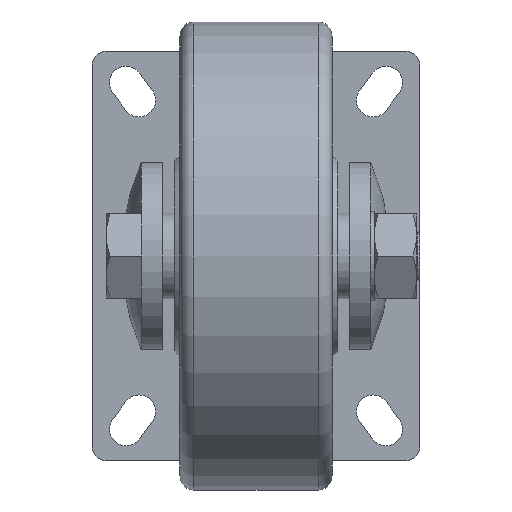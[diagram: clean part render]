
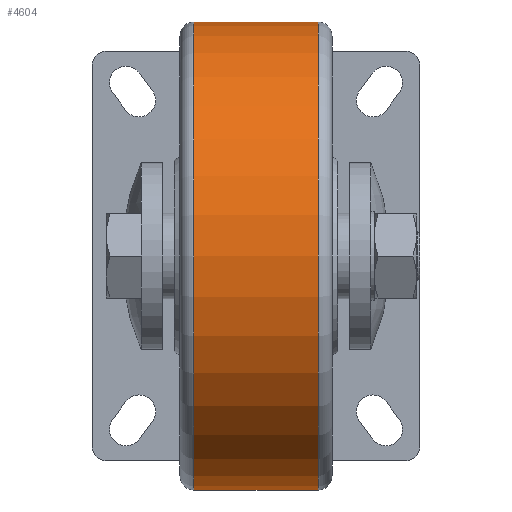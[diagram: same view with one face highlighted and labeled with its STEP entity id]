
A CAD part, front view. The second image highlights one B-rep face of the part: STEP entity #4604.
In plain terms, the highlighted cylindrical face has radius 100 mm (diameter 200 mm), a partial arc.
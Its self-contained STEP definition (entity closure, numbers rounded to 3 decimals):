
#22 = VERTEX_POINT ( 'NONE', #4028 ) ;
#123 = VECTOR ( 'NONE', #3967, 1000. ) ;
#377 = DIRECTION ( 'NONE',  ( -1., 0., 0. ) ) ;
#395 = LINE ( 'NONE', #2176, #123 ) ;
#487 = ORIENTED_EDGE ( 'NONE', *, *, #2263, .F. ) ;
#699 = VERTEX_POINT ( 'NONE', #3026 ) ;
#1204 = VECTOR ( 'NONE', #377, 1000. ) ;
#1278 = ORIENTED_EDGE ( 'NONE', *, *, #3951, .T. ) ;
#1546 = CARTESIAN_POINT ( 'NONE',  ( -26.5, 0., 0. ) ) ;
#1644 = DIRECTION ( 'NONE',  ( -1., 0., 0. ) ) ;
#1667 = DIRECTION ( 'NONE',  ( 0., 0., 1. ) ) ;
#1889 = ORIENTED_EDGE ( 'NONE', *, *, #3501, .T. ) ;
#2017 = DIRECTION ( 'NONE',  ( 0., 0., 1. ) ) ;
#2088 = VERTEX_POINT ( 'NONE', #4586 ) ;
#2108 = ORIENTED_EDGE ( 'NONE', *, *, #2360, .T. ) ;
#2165 = AXIS2_PLACEMENT_3D ( 'NONE', #1546, #2291, #3353 ) ;
#2176 = CARTESIAN_POINT ( 'NONE',  ( -62.644, 0., -100. ) ) ;
#2256 = CARTESIAN_POINT ( 'NONE',  ( -26.5, 0., -100. ) ) ;
#2263 = EDGE_CURVE ( 'NONE', #699, #2380, #395, .T. ) ;
#2269 = LINE ( 'NONE', #4327, #1204 ) ;
#2291 = DIRECTION ( 'NONE',  ( 1., 0., 0. ) ) ;
#2347 = AXIS2_PLACEMENT_3D ( 'NONE', #4205, #1644, #2017 ) ;
#2360 = EDGE_CURVE ( 'NONE', #22, #2380, #3696, .T. ) ;
#2380 = VERTEX_POINT ( 'NONE', #2256 ) ;
#2677 = CYLINDRICAL_SURFACE ( 'NONE', #2347, 100. ) ;
#2746 = CARTESIAN_POINT ( 'NONE',  ( 26.5, 0., 0. ) ) ;
#2917 = AXIS2_PLACEMENT_3D ( 'NONE', #2746, #3125, #1667 ) ;
#3026 = CARTESIAN_POINT ( 'NONE',  ( 26.5, 0., -100. ) ) ;
#3055 = EDGE_LOOP ( 'NONE', ( #487, #1278, #1889, #2108 ) ) ;
#3125 = DIRECTION ( 'NONE',  ( -1., 0., 0. ) ) ;
#3128 = FACE_OUTER_BOUND ( 'NONE', #3055, .T. ) ;
#3304 = CIRCLE ( 'NONE', #2917, 100. ) ;
#3353 = DIRECTION ( 'NONE',  ( 0., 0., -1. ) ) ;
#3501 = EDGE_CURVE ( 'NONE', #2088, #22, #2269, .T. ) ;
#3696 = CIRCLE ( 'NONE', #2165, 100. ) ;
#3951 = EDGE_CURVE ( 'NONE', #699, #2088, #3304, .T. ) ;
#3967 = DIRECTION ( 'NONE',  ( -1., 0., 0. ) ) ;
#4028 = CARTESIAN_POINT ( 'NONE',  ( -26.5, 0., 100. ) ) ;
#4205 = CARTESIAN_POINT ( 'NONE',  ( -62.644, 0., 0. ) ) ;
#4327 = CARTESIAN_POINT ( 'NONE',  ( -62.644, 0., 100. ) ) ;
#4586 = CARTESIAN_POINT ( 'NONE',  ( 26.5, 0., 100. ) ) ;
#4604 = ADVANCED_FACE ( 'NONE', ( #3128 ), #2677, .T. ) ;
